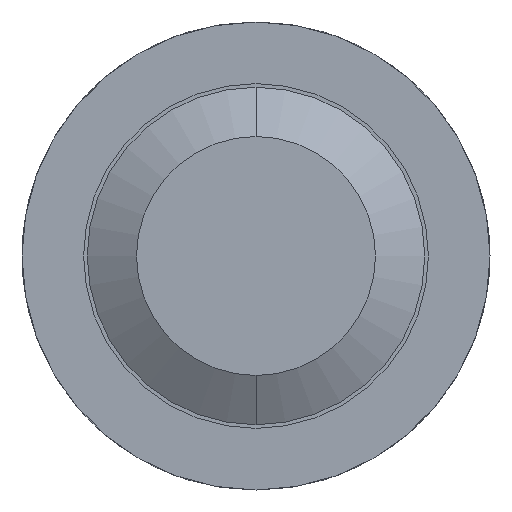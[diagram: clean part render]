
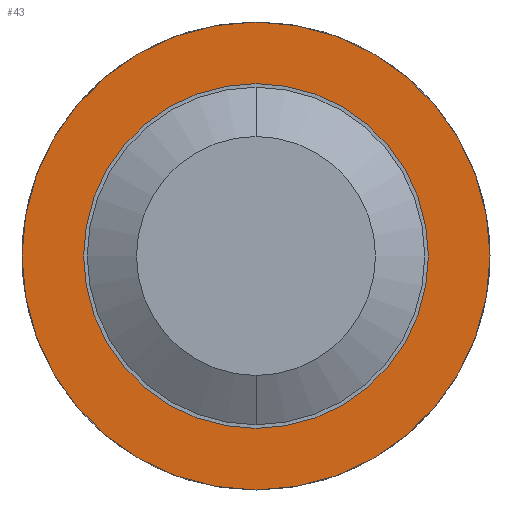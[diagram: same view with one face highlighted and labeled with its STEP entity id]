
A CAD part, front view. The second image highlights one B-rep face of the part: STEP entity #43.
In plain terms, the highlighted planar face has unit normal (0, -1, 0).
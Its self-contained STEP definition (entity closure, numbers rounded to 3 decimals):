
#43 = ADVANCED_FACE ( 'Defeature ausgef�hrt3_16', ( #2691, #2428 ), #3550, .F. ) ;
#139 = DIRECTION ( 'NONE',  ( 0., 0., 1. ) ) ;
#170 = CIRCLE ( 'NONE', #591, 0.685 ) ;
#362 = ORIENTED_EDGE ( 'NONE', *, *, #1134, .F. ) ;
#409 = DIRECTION ( 'NONE',  ( 0., 1., 0. ) ) ;
#489 = EDGE_CURVE ( 'Defeature ausgef�hrt3_15+Defeature ausgef�hrt3_16+Defeature ausgef�hrt3_16+Defeature ausgef�hrt3_16', #1541, #1365, #1876, .T. ) ;
#524 = DIRECTION ( 'NONE',  ( 0., 1., 0. ) ) ;
#537 = DIRECTION ( 'NONE',  ( 0., 0., 1. ) ) ;
#591 = AXIS2_PLACEMENT_3D ( 'NONE', #3628, #3133, #537 ) ;
#714 = DIRECTION ( 'NONE',  ( 0., 0., 1. ) ) ;
#797 = CIRCLE ( 'NONE', #3359, 0.685 ) ;
#1059 = CARTESIAN_POINT ( 'NONE',  ( 0., -2.5, 0. ) ) ;
#1134 = EDGE_CURVE ( 'Defeature ausgef�hrt3_15+Defeature ausgef�hrt3_16+Defeature ausgef�hrt3_16+Defeature ausgef�hrt3_16', #1365, #1541, #3034, .T. ) ;
#1141 = EDGE_CURVE ( 'Defeature ausgef�hrt3_16+Defeature ausgef�hrt3_10+Defeature ausgef�hrt3_10+Defeature ausgef�hrt3_10', #2863, #3698, #170, .T. ) ;
#1221 = CARTESIAN_POINT ( 'NONE',  ( 0., -2.5, 0.685 ) ) ;
#1337 = DIRECTION ( 'NONE',  ( 0., 0., 1. ) ) ;
#1365 = VERTEX_POINT ( 'NONE', #1601 ) ;
#1541 = VERTEX_POINT ( 'NONE', #2511 ) ;
#1601 = CARTESIAN_POINT ( 'NONE',  ( 0., -2.5, 0.95 ) ) ;
#1624 = EDGE_LOOP ( 'NONE', ( #2624, #2322 ) ) ;
#1626 = AXIS2_PLACEMENT_3D ( 'NONE', #3033, #2773, #1337 ) ;
#1715 = AXIS2_PLACEMENT_3D ( 'NONE', #3562, #1825, #139 ) ;
#1825 = DIRECTION ( 'NONE',  ( 0., 1., 0. ) ) ;
#1876 = CIRCLE ( 'NONE', #2731, 0.95 ) ;
#2322 = ORIENTED_EDGE ( 'NONE', *, *, #1141, .T. ) ;
#2428 = FACE_BOUND ( 'NONE', #1624, .T. ) ;
#2511 = CARTESIAN_POINT ( 'NONE',  ( 0., -2.5, -0.95 ) ) ;
#2624 = ORIENTED_EDGE ( 'NONE', *, *, #2939, .T. ) ;
#2625 = ORIENTED_EDGE ( 'NONE', *, *, #489, .F. ) ;
#2691 = FACE_OUTER_BOUND ( 'NONE', #3660, .T. ) ;
#2731 = AXIS2_PLACEMENT_3D ( 'NONE', #3555, #409, #714 ) ;
#2773 = DIRECTION ( 'NONE',  ( 0., 1., 0. ) ) ;
#2863 = VERTEX_POINT ( 'NONE', #3277 ) ;
#2939 = EDGE_CURVE ( 'Defeature ausgef�hrt3_16+Defeature ausgef�hrt3_10+Defeature ausgef�hrt3_10+Defeature ausgef�hrt3_10', #3698, #2863, #797, .T. ) ;
#3033 = CARTESIAN_POINT ( 'NONE',  ( 0., -2.5, 0. ) ) ;
#3034 = CIRCLE ( 'NONE', #1626, 0.95 ) ;
#3055 = DIRECTION ( 'NONE',  ( 0., 0., 1. ) ) ;
#3133 = DIRECTION ( 'NONE',  ( 0., 1., 0. ) ) ;
#3277 = CARTESIAN_POINT ( 'NONE',  ( 0., -2.5, -0.685 ) ) ;
#3359 = AXIS2_PLACEMENT_3D ( 'NONE', #1059, #524, #3055 ) ;
#3550 = PLANE ( 'NONE',  #1715 ) ;
#3555 = CARTESIAN_POINT ( 'NONE',  ( 0., -2.5, 0. ) ) ;
#3562 = CARTESIAN_POINT ( 'NONE',  ( 0.95, -2.5, 0. ) ) ;
#3628 = CARTESIAN_POINT ( 'NONE',  ( 0., -2.5, 0. ) ) ;
#3660 = EDGE_LOOP ( 'NONE', ( #362, #2625 ) ) ;
#3698 = VERTEX_POINT ( 'NONE', #1221 ) ;
